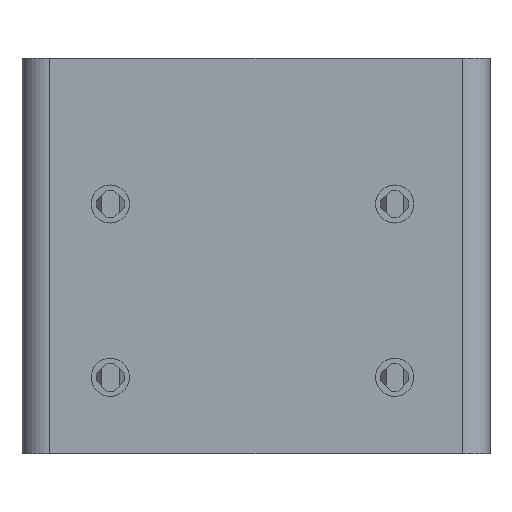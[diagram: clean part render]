
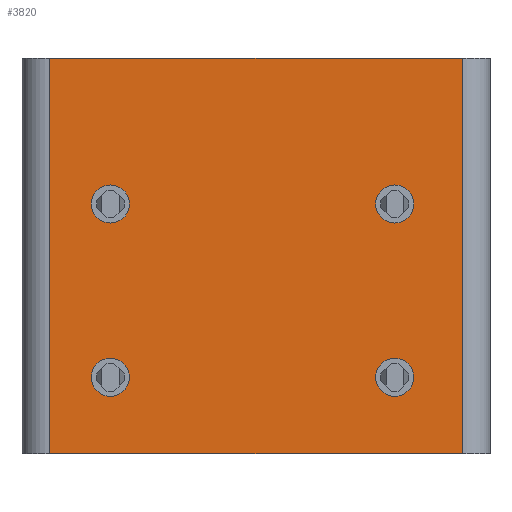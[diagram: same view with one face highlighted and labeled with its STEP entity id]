
A CAD part, front view. The second image highlights one B-rep face of the part: STEP entity #3820.
In plain terms, the highlighted planar face has unit normal (0, -1, 0).
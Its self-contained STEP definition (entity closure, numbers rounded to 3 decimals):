
#100=CARTESIAN_POINT('',(1.372,-2.405,13.3));
#110=VERTEX_POINT('',#100);
#160=CARTESIAN_POINT('',(0.822,-2.405,13.3));
#170=DIRECTION('',(0.,-1.,0.));
#180=DIRECTION('',(1.,0.,0.));
#190=AXIS2_PLACEMENT_3D('',#160,#170,#180);
#200=CIRCLE('',#190,0.55);
#210=CARTESIAN_POINT('',(0.272,-2.405,13.3));
#220=VERTEX_POINT('',#210);
#230=EDGE_CURVE('',#220,#110,#200,.T.);
#2930=CARTESIAN_POINT('',(-0.928,-2.405,16.1));
#2940=DIRECTION('',(0.,-1.,0.));
#2950=DIRECTION('',(-1.,0.,0.));
#2960=AXIS2_PLACEMENT_3D('',#2930,#2940,#2950);
#2970=PLANE('',#2960);
#2980=CARTESIAN_POINT('',(5.546,-2.405,
22.5));
#2990=DIRECTION('',(1.,0.,0.));
#3000=VECTOR('',#2990,1.);
#3010=LINE('',#2980,#3000);
#3020=CARTESIAN_POINT('',(-0.928,-2.405,
22.5));
#3030=VERTEX_POINT('',#3020);
#3040=CARTESIAN_POINT('',(10.972,-2.405,
22.5));
#3050=VERTEX_POINT('',#3040);
#3060=EDGE_CURVE('',#3030,#3050,#3010,.T.);
#3070=ORIENTED_EDGE('',*,*,#3060,.F.);
#3080=CARTESIAN_POINT('',(10.972,-2.405,18.17));
#3090=DIRECTION('',(0.,0.,1.));
#3100=VECTOR('',#3090,1.);
#3110=LINE('',#3080,#3100);
#3120=CARTESIAN_POINT('',(10.972,-2.405,11.1));
#3130=VERTEX_POINT('',#3120);
#3140=EDGE_CURVE('',#3130,#3050,#3110,.T.);
#3150=ORIENTED_EDGE('',*,*,#3140,.T.);
#3160=CARTESIAN_POINT('',(5.546,-2.405,11.1));
#3170=DIRECTION('',(1.,0.,0.));
#3180=VECTOR('',#3170,1.);
#3190=LINE('',#3160,#3180);
#3200=CARTESIAN_POINT('',(-0.928,-2.405,11.1));
#3210=VERTEX_POINT('',#3200);
#3220=EDGE_CURVE('',#3210,#3130,#3190,.T.);
#3230=ORIENTED_EDGE('',*,*,#3220,.T.);
#3240=CARTESIAN_POINT('',(-0.928,-2.405,
22.5));
#3250=DIRECTION('',(0.,0.,1.));
#3260=VECTOR('',#3250,1.);
#3270=LINE('',#3240,#3260);
#3280=EDGE_CURVE('',#3210,#3030,#3270,.T.);
#3290=ORIENTED_EDGE('',*,*,#3280,.F.);
#3300=EDGE_LOOP('',(#3290,#3230,#3150,#3070));
#3310=FACE_OUTER_BOUND('',#3300,.T.);
#3320=CARTESIAN_POINT('',(0.822,-2.405,18.3));
#3330=DIRECTION('',(0.,-1.,0.));
#3340=DIRECTION('',(1.,0.,0.));
#3350=AXIS2_PLACEMENT_3D('',#3320,#3330,#3340);
#3360=CIRCLE('',#3350,0.55);
#3370=CARTESIAN_POINT('',(1.372,-2.405,18.3));
#3380=VERTEX_POINT('',#3370);
#3390=CARTESIAN_POINT('',(0.272,-2.405,18.3));
#3400=VERTEX_POINT('',#3390);
#3410=EDGE_CURVE('',#3380,#3400,#3360,.T.);
#3420=ORIENTED_EDGE('',*,*,#3410,.F.);
#3430=EDGE_CURVE('',#3400,#3380,#3360,.T.);
#3440=ORIENTED_EDGE('',*,*,#3430,.F.);
#3450=EDGE_LOOP('',(#3440,#3420));
#3460=FACE_BOUND('',#3450,.T.);
#3470=CARTESIAN_POINT('',(9.022,-2.405,18.3));
#3480=DIRECTION('',(0.,-1.,0.));
#3490=DIRECTION('',(1.,0.,0.));
#3500=AXIS2_PLACEMENT_3D('',#3470,#3480,#3490);
#3510=CIRCLE('',#3500,0.55);
#3520=CARTESIAN_POINT('',(9.572,-2.405,18.3));
#3530=VERTEX_POINT('',#3520);
#3540=CARTESIAN_POINT('',(8.472,-2.405,18.3));
#3550=VERTEX_POINT('',#3540);
#3560=EDGE_CURVE('',#3530,#3550,#3510,.T.);
#3570=ORIENTED_EDGE('',*,*,#3560,.F.);
#3580=EDGE_CURVE('',#3550,#3530,#3510,.T.);
#3590=ORIENTED_EDGE('',*,*,#3580,.F.);
#3600=EDGE_LOOP('',(#3590,#3570));
#3610=FACE_BOUND('',#3600,.T.);
#3620=EDGE_CURVE('',#110,#220,#200,.T.);
#3630=ORIENTED_EDGE('',*,*,#3620,.F.);
#3640=ORIENTED_EDGE('',*,*,#230,.F.);
#3650=EDGE_LOOP('',(#3640,#3630));
#3660=FACE_BOUND('',#3650,.T.);
#3670=CARTESIAN_POINT('',(9.022,-2.405,13.3));
#3680=DIRECTION('',(0.,-1.,0.));
#3690=DIRECTION('',(1.,0.,0.));
#3700=AXIS2_PLACEMENT_3D('',#3670,#3680,#3690);
#3710=CIRCLE('',#3700,0.55);
#3720=CARTESIAN_POINT('',(9.572,-2.405,13.3));
#3730=VERTEX_POINT('',#3720);
#3740=CARTESIAN_POINT('',(8.472,-2.405,13.3));
#3750=VERTEX_POINT('',#3740);
#3760=EDGE_CURVE('',#3730,#3750,#3710,.T.);
#3770=ORIENTED_EDGE('',*,*,#3760,.F.);
#3780=EDGE_CURVE('',#3750,#3730,#3710,.T.);
#3790=ORIENTED_EDGE('',*,*,#3780,.F.);
#3800=EDGE_LOOP('',(#3790,#3770));
#3810=FACE_BOUND('',#3800,.T.);
#3820=ADVANCED_FACE('',(#3310,#3460,#3610,#3660,#3810),#2970,.T.);
